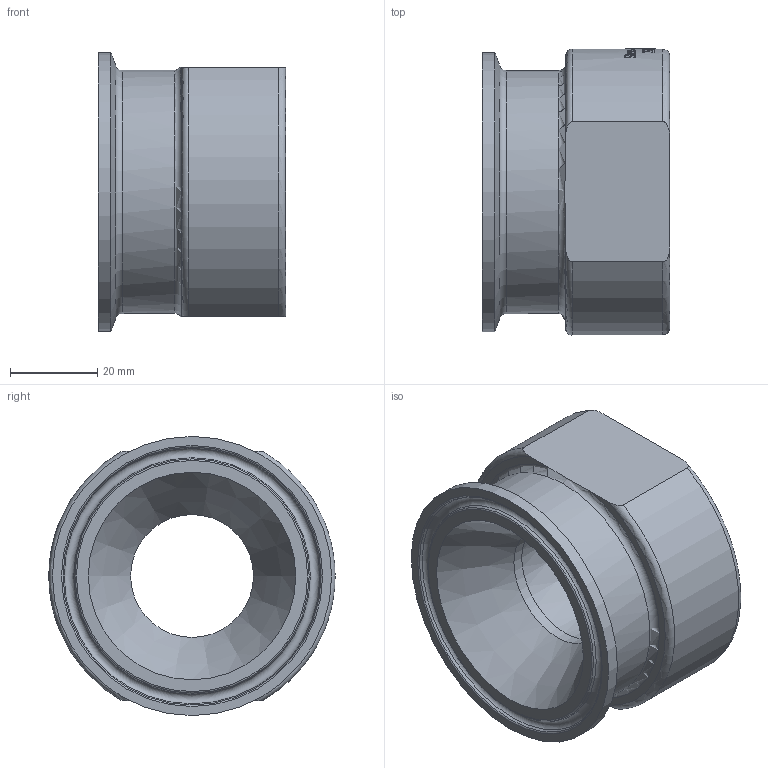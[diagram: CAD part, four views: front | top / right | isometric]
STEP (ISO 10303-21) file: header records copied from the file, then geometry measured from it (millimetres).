
FILE_DESCRIPTION(/* description */ (''),/* implementation_level */ '2;1');
FILE_NAME(/* name */ '22MP-2X1.ipt.stp',/* time_stamp */ '2019-08-23T16:29:49-04:00',/* author */ ('Engineering'),/* organization */ (''),/* preprocessor_version */ 'ST-DEVELOPER v15.2',/* originating_system */ 'Autodesk Inventor 2014',/* authorisation */ '');
FILE_SCHEMA (('AUTOMOTIVE_DESIGN { 1 0 10303 214 3 1 1 }'));
Length unit declared in the file: inch
Products named in the file (1): 22MP-2X1
Bounding box: 42.85 x 65.51 x 63.91 mm (x, y, z)
Volume: 88748 mm3; surface area: 18011.9 mm2
Topology: 1 solids, 1 shells, 364 faces, 979 edges, 649 vertices
Faces by surface type: bspline 161, plane 152, cylinder 36, torus 9, cone 6
Full cylindrical faces by diameter (mm): 28.136 x1, 55.677 x1, 63.906 x1
Entity records: 14321 total; most frequent: CARTESIAN_POINT 6130, ORIENTED_EDGE 1928, DIRECTION 1240, EDGE_CURVE 964, VERTEX_POINT 648, LINE 432, VECTOR 432, EDGE_LOOP 412
